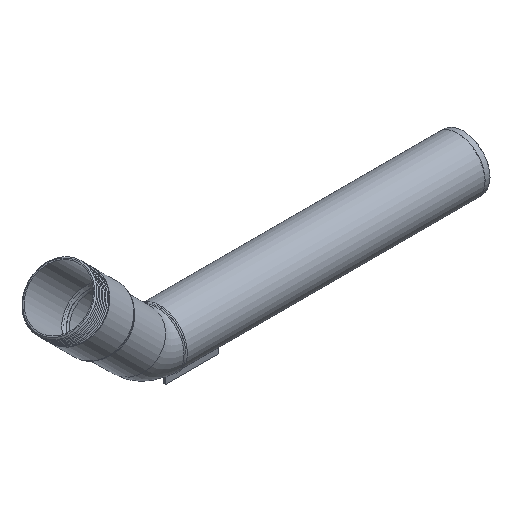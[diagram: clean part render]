
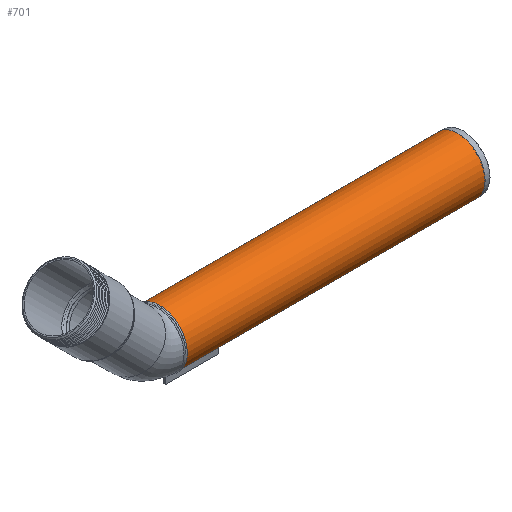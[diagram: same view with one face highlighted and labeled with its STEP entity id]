
A CAD part, isometric view. The second image highlights one B-rep face of the part: STEP entity #701.
In plain terms, the highlighted cylindrical face has radius 510 mm (diameter 1020 mm), a full revolution.
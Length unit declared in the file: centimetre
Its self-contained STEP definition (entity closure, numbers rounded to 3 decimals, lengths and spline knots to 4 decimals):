
#26=CYLINDRICAL_SURFACE('',#767,51.);
#59=FACE_OUTER_BOUND('',#110,.T.);
#110=EDGE_LOOP('',(#487,#488,#489,#490));
#161=LINE('',#1147,#205);
#205=VECTOR('',#897,51.);
#249=CIRCLE('',#757,51.);
#255=CIRCLE('',#766,51.);
#307=VERTEX_POINT('',#1129);
#311=VERTEX_POINT('',#1143);
#367=EDGE_CURVE('',#307,#307,#249,.T.);
#375=EDGE_CURVE('',#311,#311,#255,.T.);
#376=EDGE_CURVE('',#311,#307,#161,.T.);
#487=ORIENTED_EDGE('',*,*,#375,.T.);
#488=ORIENTED_EDGE('',*,*,#376,.T.);
#489=ORIENTED_EDGE('',*,*,#367,.F.);
#490=ORIENTED_EDGE('',*,*,#376,.F.);
#701=ADVANCED_FACE('',(#59),#26,.T.);
#757=AXIS2_PLACEMENT_3D('',#1130,#873,#874);
#766=AXIS2_PLACEMENT_3D('',#1145,#893,#894);
#767=AXIS2_PLACEMENT_3D('',#1146,#895,#896);
#873=DIRECTION('center_axis',(1.,0.,0.));
#874=DIRECTION('ref_axis',(0.,-1.,0.));
#893=DIRECTION('center_axis',(1.,0.,0.));
#894=DIRECTION('ref_axis',(0.,0.,-1.));
#895=DIRECTION('center_axis',(1.,0.,0.));
#896=DIRECTION('ref_axis',(0.,0.,-1.));
#897=DIRECTION('',(1.,0.,0.));
#1129=CARTESIAN_POINT('',(2097.0379,513.24,1174.6007));
#1130=CARTESIAN_POINT('Origin',(2097.0379,513.24,1123.6007));
#1143=CARTESIAN_POINT('',(1536.0329,513.24,1174.6007));
#1145=CARTESIAN_POINT('Origin',(1536.0329,513.24,1123.6007));
#1146=CARTESIAN_POINT('Origin',(2087.0379,513.24,1123.6007));
#1147=CARTESIAN_POINT('',(2087.0379,513.24,1174.6007));
